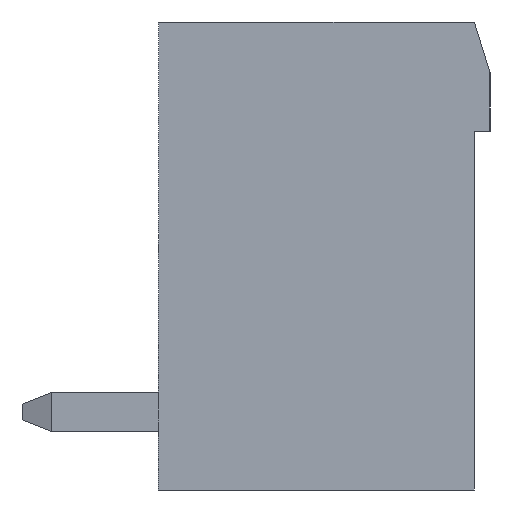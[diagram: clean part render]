
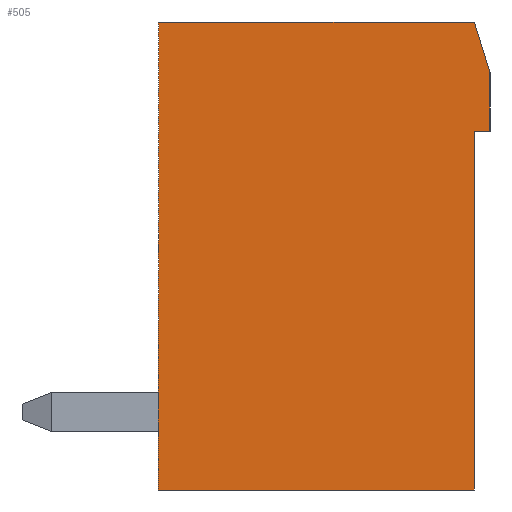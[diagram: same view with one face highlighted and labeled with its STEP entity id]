
A CAD part, left-side view. The second image highlights one B-rep face of the part: STEP entity #505.
In plain terms, the highlighted planar face has unit normal (-1, 0, 0).
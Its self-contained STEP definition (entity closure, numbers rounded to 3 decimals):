
#505 = ADVANCED_FACE( '', ( #1017 ), #1018, .T. );
#1017 = FACE_OUTER_BOUND( '', #1545, .T. );
#1018 = PLANE( '', #1546 );
#1545 = EDGE_LOOP( '', ( #2857, #2858, #2859, #2860, #2861, #2862, #2863 ) );
#1546 = AXIS2_PLACEMENT_3D( '', #2864, #2865, #2866 );
#2857 = ORIENTED_EDGE( '', *, *, #3663, .T. );
#2858 = ORIENTED_EDGE( '', *, *, #3683, .T. );
#2859 = ORIENTED_EDGE( '', *, *, #3422, .T. );
#2860 = ORIENTED_EDGE( '', *, *, #3814, .T. );
#2861 = ORIENTED_EDGE( '', *, *, #3299, .T. );
#2862 = ORIENTED_EDGE( '', *, *, #3800, .T. );
#2863 = ORIENTED_EDGE( '', *, *, #3701, .T. );
#2864 = CARTESIAN_POINT( '', ( -11.16, 0., 0. ) );
#2865 = DIRECTION( '', ( -1., 0., 0. ) );
#2866 = DIRECTION( '', ( 0., 0., 1. ) );
#3299 = EDGE_CURVE( '', #3954, #3955, #3956, .T. );
#3422 = EDGE_CURVE( '', #4171, #4172, #4173, .T. );
#3663 = EDGE_CURVE( '', #4538, #4542, #4544, .T. );
#3683 = EDGE_CURVE( '', #4542, #4171, #4572, .T. );
#3701 = EDGE_CURVE( '', #4596, #4538, #4597, .T. );
#3800 = EDGE_CURVE( '', #3955, #4596, #4722, .T. );
#3814 = EDGE_CURVE( '', #4172, #3954, #4738, .T. );
#3954 = VERTEX_POINT( '', #4912 );
#3955 = VERTEX_POINT( '', #4913 );
#3956 = LINE( '', #4914, #4915 );
#4171 = VERTEX_POINT( '', #5225 );
#4172 = VERTEX_POINT( '', #5226 );
#4173 = LINE( '', #5227, #5228 );
#4538 = VERTEX_POINT( '', #5767 );
#4542 = VERTEX_POINT( '', #5773 );
#4544 = LINE( '', #5776, #5777 );
#4572 = LINE( '', #5818, #5819 );
#4596 = VERTEX_POINT( '', #5854 );
#4597 = LINE( '', #5855, #5856 );
#4722 = LINE( '', #6045, #6046 );
#4738 = LINE( '', #6068, #6069 );
#4912 = CARTESIAN_POINT( '', ( -11.16, -4.05, -6. ) );
#4913 = CARTESIAN_POINT( '', ( -11.16, -4.05, 3.2 ) );
#4914 = CARTESIAN_POINT( '', ( -11.16, -4.05, -6. ) );
#4915 = VECTOR( '', #6201, 1000. );
#5225 = CARTESIAN_POINT( '', ( -11.16, 4.05, 6. ) );
#5226 = CARTESIAN_POINT( '', ( -11.16, 4.05, -6. ) );
#5227 = CARTESIAN_POINT( '', ( -11.16, 4.05, 6. ) );
#5228 = VECTOR( '', #6327, 1000. );
#5767 = CARTESIAN_POINT( '', ( -11.16, -4.45, 4.7 ) );
#5773 = CARTESIAN_POINT( '', ( -11.16, -4.05, 6. ) );
#5776 = CARTESIAN_POINT( '', ( -11.16, -4.45, 4.7 ) );
#5777 = VECTOR( '', #6532, 1000. );
#5818 = CARTESIAN_POINT( '', ( -11.16, -4.05, 6. ) );
#5819 = VECTOR( '', #6552, 1000. );
#5854 = CARTESIAN_POINT( '', ( -11.16, -4.45, 3.2 ) );
#5855 = CARTESIAN_POINT( '', ( -11.16, -4.45, 3.2 ) );
#5856 = VECTOR( '', #6570, 1000. );
#6045 = CARTESIAN_POINT( '', ( -11.16, -4.05, 3.2 ) );
#6046 = VECTOR( '', #6647, 1000. );
#6068 = CARTESIAN_POINT( '', ( -11.16, 4.05, -6. ) );
#6069 = VECTOR( '', #6654, 1000. );
#6201 = DIRECTION( '', ( 0., 0., 1. ) );
#6327 = DIRECTION( '', ( 0., 0., -1. ) );
#6532 = DIRECTION( '', ( 0., 0.294, 0.956 ) );
#6552 = DIRECTION( '', ( 0., 1., 0. ) );
#6570 = DIRECTION( '', ( 0., 0., 1. ) );
#6647 = DIRECTION( '', ( 0., -1., 0. ) );
#6654 = DIRECTION( '', ( 0., -1., 0. ) );
